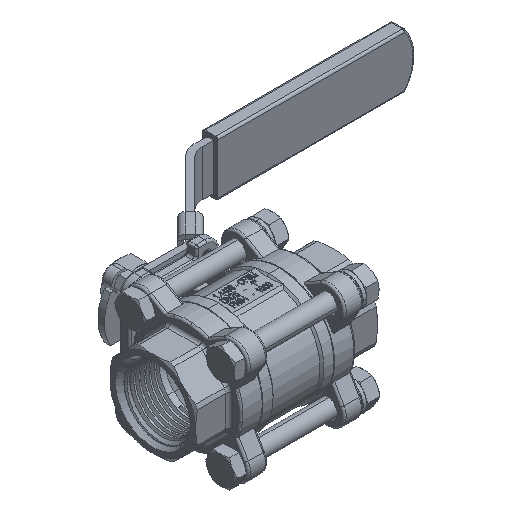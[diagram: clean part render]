
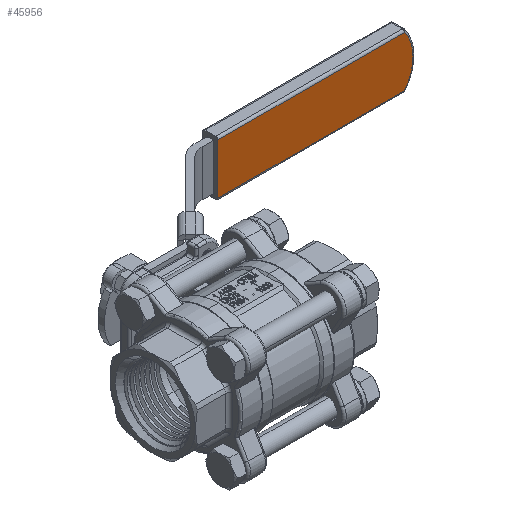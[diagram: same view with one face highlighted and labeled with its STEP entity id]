
A CAD part, isometric view. The second image highlights one B-rep face of the part: STEP entity #45956.
In plain terms, the highlighted planar face has unit normal (0, -1, 0).
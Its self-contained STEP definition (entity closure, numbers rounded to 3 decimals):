
#21366 = CARTESIAN_POINT ( 'NONE',  ( 154.431, 79.6, -11.75 ) ) ;
#21367 = DIRECTION ( 'NONE',  ( 1., 0., 0. ) ) ;
#21368 = VECTOR ( 'NONE', #21367, 1000. ) ;
#21369 = CARTESIAN_POINT ( 'NONE',  ( 139.5, 79.6, -11.75 ) ) ;
#21370 = LINE ( 'NONE', #21369, #21368 ) ;
#21372 = DIRECTION ( 'NONE',  ( 0., 0., 1. ) ) ;
#21374 = DIRECTION ( 'NONE',  ( 0., 1., 0. ) ) ;
#21375 = CARTESIAN_POINT ( 'NONE',  ( 139.5, 79.6, 0. ) ) ;
#21376 = AXIS2_PLACEMENT_3D ( 'NONE', #21375, #21374, #21372 ) ;
#21379 = PLANE ( 'NONE',  #21376 ) ;
#21411 = FACE_OUTER_BOUND ( 'NONE', #45957, .T. ) ;
#21459 = DIRECTION ( 'NONE',  ( -1., 0., 0. ) ) ;
#21460 = VECTOR ( 'NONE', #21459, 1000. ) ;
#21461 = CARTESIAN_POINT ( 'NONE',  ( 139.5, 79.6, 11.75 ) ) ;
#21462 = LINE ( 'NONE', #21461, #21460 ) ;
#21463 = CARTESIAN_POINT ( 'NONE',  ( 154.431, 79.6, 11.75 ) ) ;
#21464 = DIRECTION ( 'NONE',  ( 0., 0., 1. ) ) ;
#21465 = DIRECTION ( 'NONE',  ( 0., -1., 0. ) ) ;
#21466 = CARTESIAN_POINT ( 'NONE',  ( 139.5, 79.6, 0. ) ) ;
#21467 = AXIS2_PLACEMENT_3D ( 'NONE', #21466, #21465, #21464 ) ;
#21468 = CIRCLE ( 'NONE', #21467, 19. ) ;
#45956 = ADVANCED_FACE ( 'NONE', ( #21411 ), #21379, .F. ) ;
#45957 = EDGE_LOOP ( 'NONE', ( #45958, #45959, #45963, #45966 ) ) ;
#45958 = ORIENTED_EDGE ( 'NONE', *, *, #93374, .F. ) ;
#45959 = ORIENTED_EDGE ( 'NONE', *, *, #45960, .T. ) ;
#45960 = EDGE_CURVE ( 'NONE', #93485, #45961, #21370, .T. ) ;
#45961 = VERTEX_POINT ( 'NONE', #21366 ) ;
#45963 = ORIENTED_EDGE ( 'NONE', *, *, #45964, .T. ) ;
#45964 = EDGE_CURVE ( 'NONE', #45961, #45965, #21468, .T. ) ;
#45965 = VERTEX_POINT ( 'NONE', #21463 ) ;
#45966 = ORIENTED_EDGE ( 'NONE', *, *, #45967, .T. ) ;
#45967 = EDGE_CURVE ( 'NONE', #45965, #93365, #21462, .T. ) ;
#93365 = VERTEX_POINT ( 'NONE', #105785 ) ;
#93374 = EDGE_CURVE ( 'NONE', #93485, #93365, #105870, .T. ) ;
#93485 = VERTEX_POINT ( 'NONE', #106059 ) ;
#105785 = CARTESIAN_POINT ( 'NONE',  ( 67.5, 79.6, 11.75 ) ) ;
#105863 = DIRECTION ( 'NONE',  ( 0., 0., 1. ) ) ;
#105864 = VECTOR ( 'NONE', #105863, 1000. ) ;
#105865 = CARTESIAN_POINT ( 'NONE',  ( 67.5, 79.6, -12.75 ) ) ;
#105870 = LINE ( 'NONE', #105865, #105864 ) ;
#106059 = CARTESIAN_POINT ( 'NONE',  ( 67.5, 79.6, -11.75 ) ) ;
